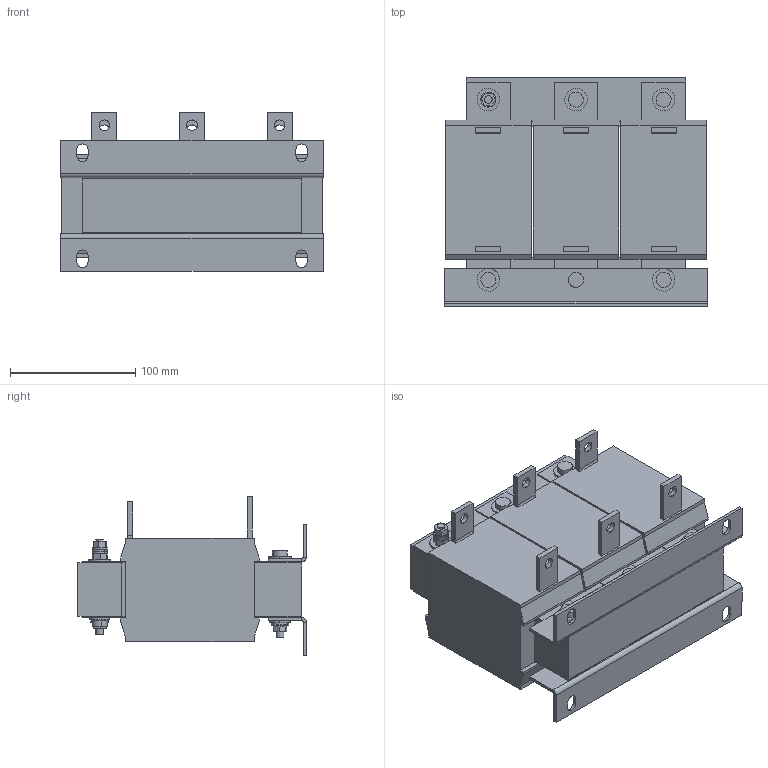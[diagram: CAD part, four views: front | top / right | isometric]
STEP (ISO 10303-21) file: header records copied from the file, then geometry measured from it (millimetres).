
FILE_DESCRIPTION (( 'STEP AP214' ), '1' );
FILE_NAME ('1062905.STEP', '2025-07-17T12:07:08', ( '' ), ( '' ), 'SwSTEP 2.0', 'SolidWorks 2022', '' );
FILE_SCHEMA (( 'AUTOMOTIVE_DESIGN' ));
Length unit declared in the file: millimetre
Products named in the file (1): 1062905
Bounding box: 210 x 182.55 x 126.6 mm (x, y, z)
Volume: 2435629.5 mm3; surface area: 224475.7 mm2
Topology: 1 solids, 1 shells, 416 faces, 1078 edges, 696 vertices
Faces by surface type: plane 298, cylinder 98, cone 10, torus 10
Entity records: 12744 total; most frequent: CARTESIAN_POINT 2351, ORIENTED_EDGE 2156, DIRECTION 2100, EDGE_CURVE 1078, LINE 810, VECTOR 810, VERTEX_POINT 696, AXIS2_PLACEMENT_3D 645
